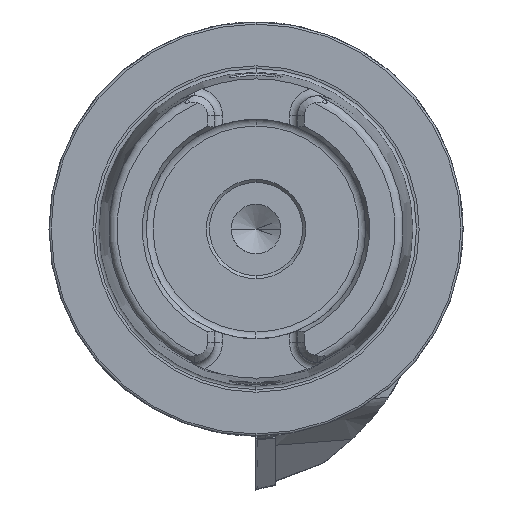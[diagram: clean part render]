
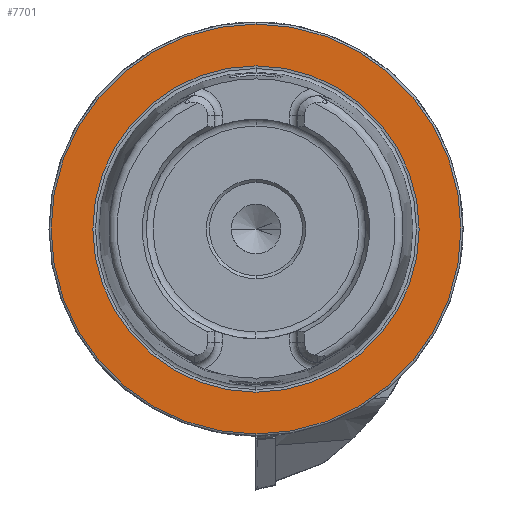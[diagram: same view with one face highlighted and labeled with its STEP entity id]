
A CAD part, left-side view. The second image highlights one B-rep face of the part: STEP entity #7701.
In plain terms, the highlighted planar face has unit normal (-1, 0, 0).
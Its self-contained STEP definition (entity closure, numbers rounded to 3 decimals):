
#782 = CIRCLE ( 'NONE', #3527, 39.405 ) ;
#788 = CIRCLE ( 'NONE', #3524, 49.5 ) ;
#1313 = CIRCLE ( 'NONE', #3356, 49.5 ) ;
#1314 = CIRCLE ( 'NONE', #3355, 39.405 ) ;
#1667 = EDGE_CURVE ( 'NONE', #7959, #7903, #1314, .T. ) ;
#1668 = EDGE_CURVE ( 'NONE', #7952, #7723, #1313, .T. ) ;
#3355 = AXIS2_PLACEMENT_3D ( 'NONE', #10253, #10254, #10255 ) ;
#3356 = AXIS2_PLACEMENT_3D ( 'NONE', #10256, #10257, #10258 ) ;
#3524 = AXIS2_PLACEMENT_3D ( 'NONE', #9636, #9637, #9638 ) ;
#3527 = AXIS2_PLACEMENT_3D ( 'NONE', #9647, #9648, #9649 ) ;
#3686 = AXIS2_PLACEMENT_3D ( 'NONE', #6119, #6120, #6121 ) ;
#4401 = FACE_BOUND ( 'NONE', #5123, .T. ) ;
#4403 = FACE_OUTER_BOUND ( 'NONE', #5125, .T. ) ;
#4875 = EDGE_CURVE ( 'NONE', #7723, #7952, #788, .T. ) ;
#4883 = EDGE_CURVE ( 'NONE', #7903, #7959, #782, .T. ) ;
#5123 = EDGE_LOOP ( 'NONE', ( #11125, #11123 ) ) ;
#5125 = EDGE_LOOP ( 'NONE', ( #11122, #11120 ) ) ;
#6118 = PLANE ( 'NONE',  #3686 ) ;
#6119 = CARTESIAN_POINT ( 'NONE',  ( 0., 49.5, 0. ) ) ;
#6120 = DIRECTION ( 'NONE',  ( 1., 0., 0. ) ) ;
#6121 = DIRECTION ( 'NONE',  ( 0., 0., -1. ) ) ;
#6190 = CARTESIAN_POINT ( 'NONE',  ( 0., 0., 49.5 ) ) ;
#6370 = CARTESIAN_POINT ( 'NONE',  ( 0., 0., -39.405 ) ) ;
#6419 = CARTESIAN_POINT ( 'NONE',  ( 0., 0., -49.5 ) ) ;
#6426 = CARTESIAN_POINT ( 'NONE',  ( 0., 0., 39.405 ) ) ;
#7701 = ADVANCED_FACE ( 'NONE', ( #4401, #4403 ), #6118, .F. ) ;
#7723 = VERTEX_POINT ( 'NONE', #6190 ) ;
#7903 = VERTEX_POINT ( 'NONE', #6370 ) ;
#7952 = VERTEX_POINT ( 'NONE', #6419 ) ;
#7959 = VERTEX_POINT ( 'NONE', #6426 ) ;
#9636 = CARTESIAN_POINT ( 'NONE',  ( 0., 0., 0. ) ) ;
#9637 = DIRECTION ( 'NONE',  ( -1., 0., 0. ) ) ;
#9638 = DIRECTION ( 'NONE',  ( 0., 0., 1. ) ) ;
#9647 = CARTESIAN_POINT ( 'NONE',  ( 0., 0., 0. ) ) ;
#9648 = DIRECTION ( 'NONE',  ( -1., 0., 0. ) ) ;
#9649 = DIRECTION ( 'NONE',  ( 0., 0., 1. ) ) ;
#10253 = CARTESIAN_POINT ( 'NONE',  ( 0., 0., 0. ) ) ;
#10254 = DIRECTION ( 'NONE',  ( -1., 0., 0. ) ) ;
#10255 = DIRECTION ( 'NONE',  ( 0., 0., 1. ) ) ;
#10256 = CARTESIAN_POINT ( 'NONE',  ( 0., 0., 0. ) ) ;
#10257 = DIRECTION ( 'NONE',  ( -1., 0., 0. ) ) ;
#10258 = DIRECTION ( 'NONE',  ( 0., 0., 1. ) ) ;
#11120 = ORIENTED_EDGE ( 'NONE', *, *, #1668, .T. ) ;
#11122 = ORIENTED_EDGE ( 'NONE', *, *, #4875, .T. ) ;
#11123 = ORIENTED_EDGE ( 'NONE', *, *, #4883, .F. ) ;
#11125 = ORIENTED_EDGE ( 'NONE', *, *, #1667, .F. ) ;
